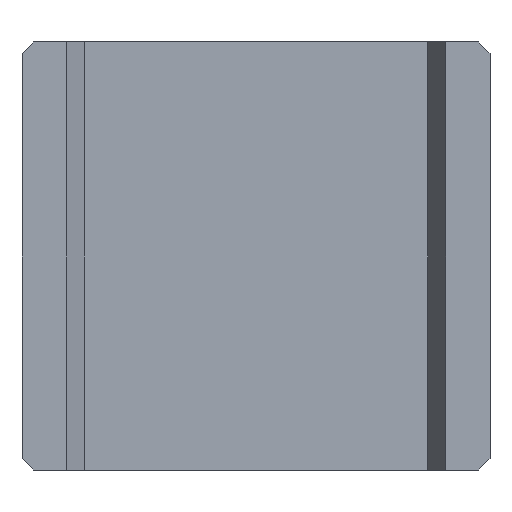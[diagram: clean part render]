
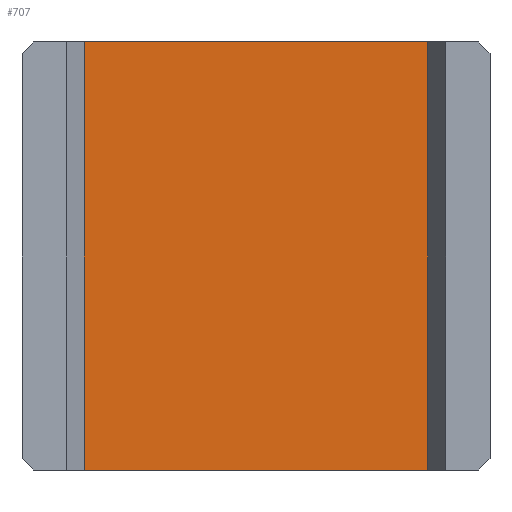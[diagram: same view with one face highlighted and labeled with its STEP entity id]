
A CAD part, front view. The second image highlights one B-rep face of the part: STEP entity #707.
In plain terms, the highlighted planar face has unit normal (0, -1, 0).
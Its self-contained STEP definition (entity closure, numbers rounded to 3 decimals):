
#45=FACE_OUTER_BOUND('',#81,.T.);
#81=EDGE_LOOP('',(#617,#618,#619,#620));
#116=LINE('',#997,#214);
#157=LINE('',#1079,#255);
#180=LINE('',#1123,#278);
#181=LINE('',#1125,#279);
#214=VECTOR('',#802,10.);
#255=VECTOR('',#873,10.);
#278=VECTOR('',#918,10.);
#279=VECTOR('',#921,10.);
#309=VERTEX_POINT('',#994);
#310=VERTEX_POINT('',#996);
#335=VERTEX_POINT('',#1076);
#336=VERTEX_POINT('',#1078);
#376=EDGE_CURVE('',#309,#310,#116,.T.);
#417=EDGE_CURVE('',#335,#336,#157,.T.);
#440=EDGE_CURVE('',#309,#336,#180,.T.);
#441=EDGE_CURVE('',#310,#335,#181,.T.);
#617=ORIENTED_EDGE('',*,*,#376,.F.);
#618=ORIENTED_EDGE('',*,*,#440,.T.);
#619=ORIENTED_EDGE('',*,*,#417,.F.);
#620=ORIENTED_EDGE('',*,*,#441,.F.);
#671=PLANE('',#757);
#707=ADVANCED_FACE('',(#45),#671,.T.);
#757=AXIS2_PLACEMENT_3D('',#1124,#919,#920);
#802=DIRECTION('',(1.,0.,0.));
#873=DIRECTION('',(-1.,0.,0.));
#918=DIRECTION('',(0.,0.,-1.));
#919=DIRECTION('center_axis',(0.,-1.,0.));
#920=DIRECTION('ref_axis',(-1.,0.,0.));
#921=DIRECTION('',(0.,0.,-1.));
#994=CARTESIAN_POINT('',(-6.425,-0.194,14.5));
#996=CARTESIAN_POINT('',(6.425,-0.194,14.5));
#997=CARTESIAN_POINT('',(-6.425,-0.194,14.5));
#1076=CARTESIAN_POINT('',(6.425,-0.194,0.));
#1078=CARTESIAN_POINT('',(-6.425,-0.194,0.));
#1079=CARTESIAN_POINT('',(-6.425,-0.194,0.));
#1123=CARTESIAN_POINT('',(-6.425,-0.194,14.5));
#1124=CARTESIAN_POINT('Origin',(6.425,-0.194,14.5));
#1125=CARTESIAN_POINT('',(6.425,-0.194,14.5));
